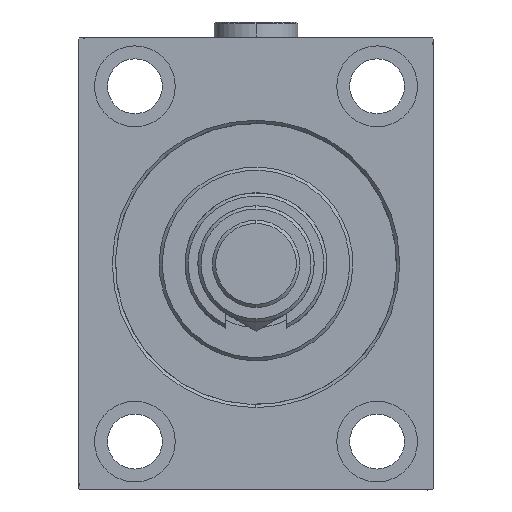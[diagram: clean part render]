
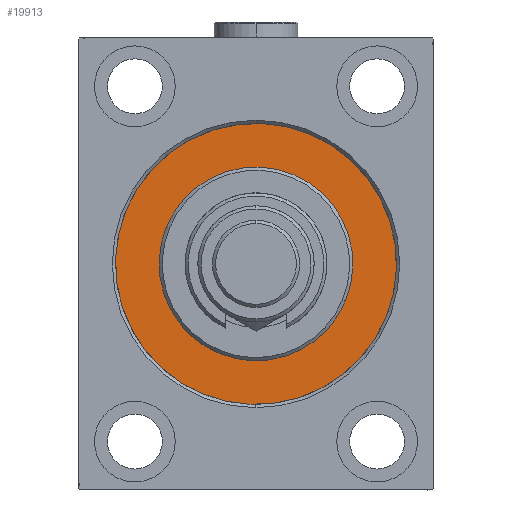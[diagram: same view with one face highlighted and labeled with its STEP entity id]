
A CAD part, left-side view. The second image highlights one B-rep face of the part: STEP entity #19913.
In plain terms, the highlighted face is planar.
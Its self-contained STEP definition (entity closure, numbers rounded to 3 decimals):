
#815 = DIRECTION ( 'NONE',  ( 0., 0., 1. ) ) ;
#1060 = DIRECTION ( 'NONE',  ( 0., 0., 1. ) ) ;
#1285 = FACE_BOUND ( 'NONE', #12853, .T. ) ;
#1834 = CARTESIAN_POINT ( 'NONE',  ( 0., 0., 0. ) ) ;
#4406 = EDGE_CURVE ( 'NONE', #20376, #11794, #18672, .T. ) ;
#5602 = AXIS2_PLACEMENT_3D ( 'NONE', #45491, #45010, #815 ) ;
#5904 = VERTEX_POINT ( 'NONE', #22423 ) ;
#6988 = DIRECTION ( 'NONE',  ( -1., 0., 0. ) ) ;
#7558 = EDGE_CURVE ( 'NONE', #5904, #21776, #10229, .T. ) ;
#7578 = EDGE_CURVE ( 'NONE', #21776, #5904, #13339, .T. ) ;
#8592 = ORIENTED_EDGE ( 'NONE', *, *, #45160, .F. ) ;
#8770 = EDGE_LOOP ( 'NONE', ( #32451, #45517 ) ) ;
#8890 = ORIENTED_EDGE ( 'NONE', *, *, #4406, .F. ) ;
#10229 = CIRCLE ( 'NONE', #5602, 43.5 ) ;
#10900 = AXIS2_PLACEMENT_3D ( 'NONE', #35838, #17136, #13255 ) ;
#11794 = VERTEX_POINT ( 'NONE', #30148 ) ;
#11971 = DIRECTION ( 'NONE',  ( -1., 0., 0. ) ) ;
#12853 = EDGE_LOOP ( 'NONE', ( #8592, #8890 ) ) ;
#13255 = DIRECTION ( 'NONE',  ( 0., 0., -1. ) ) ;
#13339 = CIRCLE ( 'NONE', #31959, 43.5 ) ;
#16640 = DIRECTION ( 'NONE',  ( 1., 0., 0. ) ) ;
#17136 = DIRECTION ( 'NONE',  ( 1., 0., 0. ) ) ;
#18672 = CIRCLE ( 'NONE', #10900, 30. ) ;
#19913 = ADVANCED_FACE ( 'NONE', ( #1285, #47084 ), #29124, .F. ) ;
#20376 = VERTEX_POINT ( 'NONE', #26371 ) ;
#21776 = VERTEX_POINT ( 'NONE', #27753 ) ;
#22186 = AXIS2_PLACEMENT_3D ( 'NONE', #1834, #16640, #46274 ) ;
#22423 = CARTESIAN_POINT ( 'NONE',  ( 0., 0., 43.5 ) ) ;
#25229 = DIRECTION ( 'NONE',  ( 0., 0., 1. ) ) ;
#26371 = CARTESIAN_POINT ( 'NONE',  ( 0., 0., -30. ) ) ;
#26827 = AXIS2_PLACEMENT_3D ( 'NONE', #39814, #6988, #25229 ) ;
#27753 = CARTESIAN_POINT ( 'NONE',  ( 0., 0., -43.5 ) ) ;
#29124 = PLANE ( 'NONE',  #26827 ) ;
#30148 = CARTESIAN_POINT ( 'NONE',  ( 0., 0., 30. ) ) ;
#31959 = AXIS2_PLACEMENT_3D ( 'NONE', #34090, #11971, #1060 ) ;
#32451 = ORIENTED_EDGE ( 'NONE', *, *, #7578, .F. ) ;
#34090 = CARTESIAN_POINT ( 'NONE',  ( 0., 0., 0. ) ) ;
#35838 = CARTESIAN_POINT ( 'NONE',  ( 0., 0., 0. ) ) ;
#39814 = CARTESIAN_POINT ( 'NONE',  ( 0., 0., 0. ) ) ;
#43139 = CIRCLE ( 'NONE', #22186, 30. ) ;
#45010 = DIRECTION ( 'NONE',  ( -1., 0., 0. ) ) ;
#45160 = EDGE_CURVE ( 'NONE', #11794, #20376, #43139, .T. ) ;
#45491 = CARTESIAN_POINT ( 'NONE',  ( 0., 0., 0. ) ) ;
#45517 = ORIENTED_EDGE ( 'NONE', *, *, #7558, .F. ) ;
#46274 = DIRECTION ( 'NONE',  ( 0., 0., -1. ) ) ;
#47084 = FACE_OUTER_BOUND ( 'NONE', #8770, .T. ) ;
